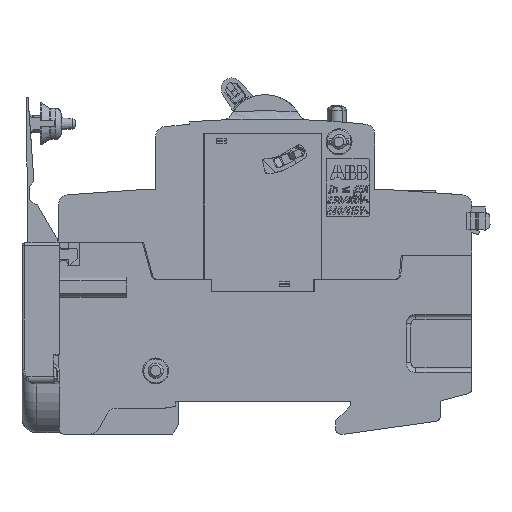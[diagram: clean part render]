
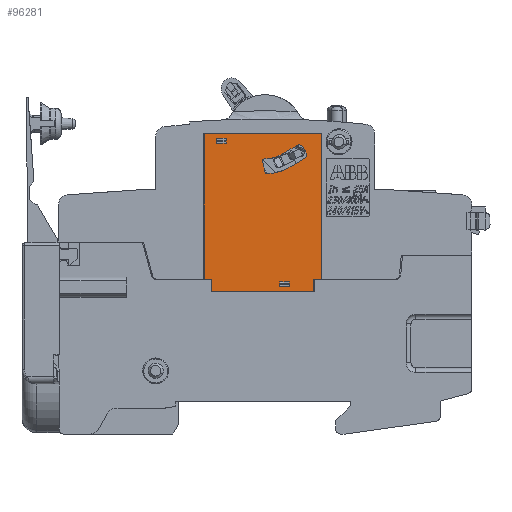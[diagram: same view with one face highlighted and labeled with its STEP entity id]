
A CAD part, left-side view. The second image highlights one B-rep face of the part: STEP entity #96281.
In plain terms, the highlighted planar face has unit normal (-1, 0, 0).
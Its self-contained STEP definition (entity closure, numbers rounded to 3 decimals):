
#93428=AXIS2_PLACEMENT_3D('Circle Axis2P3D',#93426,#93427,$) ;
#95046=AXIS2_PLACEMENT_3D('Circle Axis2P3D',#95044,#95045,$) ;
#95144=AXIS2_PLACEMENT_3D('Circle Axis2P3D',#95142,#95143,$) ;
#95177=AXIS2_PLACEMENT_3D('Circle Axis2P3D',#95175,#95176,$) ;
#95239=AXIS2_PLACEMENT_3D('Circle Axis2P3D',#95237,#95238,$) ;
#95256=AXIS2_PLACEMENT_3D('Circle Axis2P3D',#95254,#95255,$) ;
#96235=AXIS2_PLACEMENT_3D('Plane Axis2P3D',#96232,#96233,#96234) ;
#92536=CARTESIAN_POINT('Vertex',(-10.,-10.,-32.5)) ;
#92539=CARTESIAN_POINT('Line Origine',(-10.,0.5,-32.5)) ;
#92543=CARTESIAN_POINT('Vertex',(-10.,11.,-32.5)) ;
#92831=CARTESIAN_POINT('Vertex',(-10.,12.5,0.)) ;
#92834=CARTESIAN_POINT('Line Origine',(-10.,0.5,0.)) ;
#92838=CARTESIAN_POINT('Vertex',(-10.,-11.5,0.)) ;
#93196=CARTESIAN_POINT('Vertex',(-10.,8.,-2.)) ;
#93199=CARTESIAN_POINT('Line Origine',(-10.,8.,-1.5)) ;
#93203=CARTESIAN_POINT('Vertex',(-10.,8.,-1.)) ;
#93423=CARTESIAN_POINT('Vertex',(-10.,-8.173,-5.097)) ;
#93426=CARTESIAN_POINT('Axis2P3D Location',(-10.,-7.773,-4.404)) ;
#93430=CARTESIAN_POINT('Vertex',(-10.,-8.466,-4.004)) ;
#93981=CARTESIAN_POINT('Vertex',(-10.,10.,-1.)) ;
#93984=CARTESIAN_POINT('Line Origine',(-10.,10.,-1.5)) ;
#93988=CARTESIAN_POINT('Vertex',(-10.,10.,-2.)) ;
#94199=CARTESIAN_POINT('Vertex',(-10.,-3.,-30.5)) ;
#94202=CARTESIAN_POINT('Line Origine',(-10.,-3.,-31.)) ;
#94206=CARTESIAN_POINT('Vertex',(-10.,-3.,-31.5)) ;
#94359=CARTESIAN_POINT('Line Origine',(-10.,-4.,-31.5)) ;
#94363=CARTESIAN_POINT('Vertex',(-10.,-5.,-31.5)) ;
#94751=CARTESIAN_POINT('Vertex',(-10.,-11.5,-30.)) ;
#94754=CARTESIAN_POINT('Line Origine',(-10.,-10.75,-30.)) ;
#94758=CARTESIAN_POINT('Vertex',(-10.,-10.,-30.)) ;
#94826=CARTESIAN_POINT('Vertex',(-10.,12.5,-30.)) ;
#94829=CARTESIAN_POINT('Line Origine',(-10.,12.5,-15.)) ;
#94853=CARTESIAN_POINT('Vertex',(-10.,11.,-30.)) ;
#94856=CARTESIAN_POINT('Line Origine',(-10.,11.75,-30.)) ;
#94873=CARTESIAN_POINT('Line Origine',(-10.,-11.5,-15.)) ;
#94901=CARTESIAN_POINT('Line Origine',(-10.,9.,-1.)) ;
#94920=CARTESIAN_POINT('Line Origine',(-10.,9.,-2.)) ;
#94953=CARTESIAN_POINT('Vertex',(-10.,-5.,-30.5)) ;
#94956=CARTESIAN_POINT('Line Origine',(-10.,-4.,-30.5)) ;
#94973=CARTESIAN_POINT('Line Origine',(-10.,-5.,-31.)) ;
#95003=CARTESIAN_POINT('Vertex',(-10.,-6.623,-2.412)) ;
#95006=CARTESIAN_POINT('Line Origine',(-10.,-4.987,-3.357)) ;
#95010=CARTESIAN_POINT('Vertex',(-10.,-3.35,-4.302)) ;
#95041=CARTESIAN_POINT('Vertex',(-10.,-7.716,-2.705)) ;
#95044=CARTESIAN_POINT('Axis2P3D Location',(-10.,-7.023,-3.105)) ;
#95061=CARTESIAN_POINT('Line Origine',(-10.,-8.091,-3.355)) ;
#95087=CARTESIAN_POINT('Vertex',(-10.,-4.9,-6.987)) ;
#95092=CARTESIAN_POINT('Line Origine',(-10.,-6.537,-6.042)) ;
#95139=CARTESIAN_POINT('Vertex',(-10.,-0.567,-8.284)) ;
#95142=CARTESIAN_POINT('Axis2P3D Location',(-10.,0.,1.5)) ;
#95172=CARTESIAN_POINT('Vertex',(-10.,-0.017,-7.918)) ;
#95175=CARTESIAN_POINT('Axis2P3D Location',(-10.,-0.5,-7.788)) ;
#95196=CARTESIAN_POINT('Vertex',(-10.,0.543,-5.829)) ;
#95201=CARTESIAN_POINT('Line Origine',(-10.,0.263,-6.873)) ;
#95234=CARTESIAN_POINT('Vertex',(-10.,0.055,-5.2)) ;
#95237=CARTESIAN_POINT('Axis2P3D Location',(-10.,0.06,-5.7)) ;
#95254=CARTESIAN_POINT('Axis2P3D Location',(-10.,0.,1.5)) ;
#96232=CARTESIAN_POINT('Axis2P3D Location',(-10.,0.,0.)) ;
#96237=CARTESIAN_POINT('Line Origine',(-10.,11.,-31.25)) ;
#96242=CARTESIAN_POINT('Line Origine',(-10.,-10.,-31.25)) ;
#92540=DIRECTION('Vector Direction',(0.,1.,0.)) ;
#92835=DIRECTION('Vector Direction',(0.,-1.,0.)) ;
#93200=DIRECTION('Vector Direction',(0.,0.,1.)) ;
#93427=DIRECTION('Axis2P3D Direction',(-1.,0.,0.)) ;
#93985=DIRECTION('Vector Direction',(0.,0.,1.)) ;
#94203=DIRECTION('Vector Direction',(0.,0.,-1.)) ;
#94360=DIRECTION('Vector Direction',(0.,-1.,0.)) ;
#94755=DIRECTION('Vector Direction',(0.,-1.,0.)) ;
#94830=DIRECTION('Vector Direction',(0.,0.,-1.)) ;
#94857=DIRECTION('Vector Direction',(0.,1.,0.)) ;
#94874=DIRECTION('Vector Direction',(0.,0.,-1.)) ;
#94902=DIRECTION('Vector Direction',(0.,-1.,0.)) ;
#94921=DIRECTION('Vector Direction',(0.,-1.,0.)) ;
#94957=DIRECTION('Vector Direction',(0.,-1.,0.)) ;
#94974=DIRECTION('Vector Direction',(0.,0.,-1.)) ;
#95007=DIRECTION('Vector Direction',(0.,-0.866,0.5)) ;
#95045=DIRECTION('Axis2P3D Direction',(-1.,0.,0.)) ;
#95062=DIRECTION('Vector Direction',(0.,0.5,0.866)) ;
#95093=DIRECTION('Vector Direction',(0.,-0.866,0.5)) ;
#95143=DIRECTION('Axis2P3D Direction',(-1.,0.,0.)) ;
#95176=DIRECTION('Axis2P3D Direction',(-1.,0.,0.)) ;
#95202=DIRECTION('Vector Direction',(0.,-0.259,-0.966)) ;
#95238=DIRECTION('Axis2P3D Direction',(-1.,0.,0.)) ;
#95255=DIRECTION('Axis2P3D Direction',(-1.,0.,0.)) ;
#96233=DIRECTION('Axis2P3D Direction',(-1.,0.,0.)) ;
#96234=DIRECTION('Axis2P3D XDirection',(0.,0.,-1.)) ;
#96238=DIRECTION('Vector Direction',(0.,0.,1.)) ;
#96243=DIRECTION('Vector Direction',(0.,0.,1.)) ;
#92541=VECTOR('Line Direction',#92540,1.) ;
#92836=VECTOR('Line Direction',#92835,1.) ;
#93201=VECTOR('Line Direction',#93200,1.) ;
#93986=VECTOR('Line Direction',#93985,1.) ;
#94204=VECTOR('Line Direction',#94203,1.) ;
#94361=VECTOR('Line Direction',#94360,1.) ;
#94756=VECTOR('Line Direction',#94755,1.) ;
#94831=VECTOR('Line Direction',#94830,1.) ;
#94858=VECTOR('Line Direction',#94857,1.) ;
#94875=VECTOR('Line Direction',#94874,1.) ;
#94903=VECTOR('Line Direction',#94902,1.) ;
#94922=VECTOR('Line Direction',#94921,1.) ;
#94958=VECTOR('Line Direction',#94957,1.) ;
#94975=VECTOR('Line Direction',#94974,1.) ;
#95008=VECTOR('Line Direction',#95007,1.) ;
#95063=VECTOR('Line Direction',#95062,1.) ;
#95094=VECTOR('Line Direction',#95093,1.) ;
#95203=VECTOR('Line Direction',#95202,1.) ;
#96239=VECTOR('Line Direction',#96238,1.) ;
#96244=VECTOR('Line Direction',#96243,1.) ;
#96248=ORIENTED_EDGE('',*,*,#92840,.T.) ;
#96249=ORIENTED_EDGE('',*,*,#94833,.T.) ;
#96250=ORIENTED_EDGE('',*,*,#94860,.T.) ;
#96251=ORIENTED_EDGE('',*,*,#96241,.T.) ;
#96252=ORIENTED_EDGE('',*,*,#92545,.T.) ;
#96253=ORIENTED_EDGE('',*,*,#96246,.T.) ;
#96254=ORIENTED_EDGE('',*,*,#94760,.T.) ;
#96255=ORIENTED_EDGE('',*,*,#94877,.T.) ;
#96258=ORIENTED_EDGE('',*,*,#95258,.F.) ;
#96259=ORIENTED_EDGE('',*,*,#95012,.F.) ;
#96260=ORIENTED_EDGE('',*,*,#95048,.F.) ;
#96261=ORIENTED_EDGE('',*,*,#95065,.F.) ;
#96262=ORIENTED_EDGE('',*,*,#93432,.F.) ;
#96263=ORIENTED_EDGE('',*,*,#95096,.F.) ;
#96264=ORIENTED_EDGE('',*,*,#95146,.F.) ;
#96265=ORIENTED_EDGE('',*,*,#95179,.F.) ;
#96266=ORIENTED_EDGE('',*,*,#95205,.F.) ;
#96267=ORIENTED_EDGE('',*,*,#95241,.F.) ;
#96270=ORIENTED_EDGE('',*,*,#94208,.F.) ;
#96271=ORIENTED_EDGE('',*,*,#94960,.F.) ;
#96272=ORIENTED_EDGE('',*,*,#94977,.F.) ;
#96273=ORIENTED_EDGE('',*,*,#94365,.F.) ;
#96276=ORIENTED_EDGE('',*,*,#93990,.F.) ;
#96277=ORIENTED_EDGE('',*,*,#94905,.F.) ;
#96278=ORIENTED_EDGE('',*,*,#93205,.F.) ;
#96279=ORIENTED_EDGE('',*,*,#94924,.F.) ;
#96268=FACE_BOUND('',#96257,.T.) ;
#96274=FACE_BOUND('',#96269,.T.) ;
#96280=FACE_BOUND('',#96275,.T.) ;
#96281=ADVANCED_FACE('Maschera_laterale_______________________ 04232421-2430_2PA_000_A0.1\\Body.2 ( *SOL2211 - wsp *MASTER -  )',(#96256,#96268,#96274,#96280),#96236,.T.) ;
#93429=CIRCLE('generated circle',#93428,0.8) ;
#95047=CIRCLE('generated circle',#95046,0.8) ;
#95145=CIRCLE('generated circle',#95144,9.8) ;
#95178=CIRCLE('generated circle',#95177,0.5) ;
#95240=CIRCLE('generated circle',#95239,0.5) ;
#95257=CIRCLE('generated circle',#95256,6.7) ;
#92545=EDGE_CURVE('',#92544,#92537,#92542,.F.) ;
#92840=EDGE_CURVE('',#92839,#92832,#92837,.F.) ;
#93205=EDGE_CURVE('',#93197,#93204,#93202,.T.) ;
#93432=EDGE_CURVE('',#93424,#93431,#93429,.T.) ;
#93990=EDGE_CURVE('',#93982,#93989,#93987,.F.) ;
#94208=EDGE_CURVE('',#94200,#94207,#94205,.T.) ;
#94365=EDGE_CURVE('',#94207,#94364,#94362,.T.) ;
#94760=EDGE_CURVE('',#94759,#94752,#94757,.T.) ;
#94833=EDGE_CURVE('',#92832,#94827,#94832,.T.) ;
#94860=EDGE_CURVE('',#94827,#94854,#94859,.F.) ;
#94877=EDGE_CURVE('',#94752,#92839,#94876,.F.) ;
#94905=EDGE_CURVE('',#93204,#93982,#94904,.F.) ;
#94924=EDGE_CURVE('',#93989,#93197,#94923,.T.) ;
#94960=EDGE_CURVE('',#94954,#94200,#94959,.F.) ;
#94977=EDGE_CURVE('',#94364,#94954,#94976,.F.) ;
#95012=EDGE_CURVE('',#95004,#95011,#95009,.F.) ;
#95048=EDGE_CURVE('',#95042,#95004,#95047,.T.) ;
#95065=EDGE_CURVE('',#93431,#95042,#95064,.T.) ;
#95096=EDGE_CURVE('',#95088,#93424,#95095,.T.) ;
#95146=EDGE_CURVE('',#95140,#95088,#95145,.T.) ;
#95179=EDGE_CURVE('',#95173,#95140,#95178,.T.) ;
#95205=EDGE_CURVE('',#95197,#95173,#95204,.T.) ;
#95241=EDGE_CURVE('',#95235,#95197,#95240,.T.) ;
#95258=EDGE_CURVE('',#95011,#95235,#95257,.F.) ;
#96241=EDGE_CURVE('',#94854,#92544,#96240,.F.) ;
#96246=EDGE_CURVE('',#92537,#94759,#96245,.T.) ;
#96247=EDGE_LOOP('',(#96248,#96249,#96250,#96251,#96252,#96253,#96254,#96255)) ;
#96257=EDGE_LOOP('',(#96258,#96259,#96260,#96261,#96262,#96263,#96264,#96265,#96266,#96267)) ;
#96269=EDGE_LOOP('',(#96270,#96271,#96272,#96273)) ;
#96275=EDGE_LOOP('',(#96276,#96277,#96278,#96279)) ;
#96256=FACE_OUTER_BOUND('',#96247,.T.) ;
#92542=LINE('Line',#92539,#92541) ;
#92837=LINE('Line',#92834,#92836) ;
#93202=LINE('Line',#93199,#93201) ;
#93987=LINE('Line',#93984,#93986) ;
#94205=LINE('Line',#94202,#94204) ;
#94362=LINE('Line',#94359,#94361) ;
#94757=LINE('Line',#94754,#94756) ;
#94832=LINE('Line',#94829,#94831) ;
#94859=LINE('Line',#94856,#94858) ;
#94876=LINE('Line',#94873,#94875) ;
#94904=LINE('Line',#94901,#94903) ;
#94923=LINE('Line',#94920,#94922) ;
#94959=LINE('Line',#94956,#94958) ;
#94976=LINE('Line',#94973,#94975) ;
#95009=LINE('Line',#95006,#95008) ;
#95064=LINE('Line',#95061,#95063) ;
#95095=LINE('Line',#95092,#95094) ;
#95204=LINE('Line',#95201,#95203) ;
#96240=LINE('Line',#96237,#96239) ;
#96245=LINE('Line',#96242,#96244) ;
#96236=PLANE('',#96235) ;
#92537=VERTEX_POINT('',#92536) ;
#92544=VERTEX_POINT('',#92543) ;
#92832=VERTEX_POINT('',#92831) ;
#92839=VERTEX_POINT('',#92838) ;
#93197=VERTEX_POINT('',#93196) ;
#93204=VERTEX_POINT('',#93203) ;
#93424=VERTEX_POINT('',#93423) ;
#93431=VERTEX_POINT('',#93430) ;
#93982=VERTEX_POINT('',#93981) ;
#93989=VERTEX_POINT('',#93988) ;
#94200=VERTEX_POINT('',#94199) ;
#94207=VERTEX_POINT('',#94206) ;
#94364=VERTEX_POINT('',#94363) ;
#94752=VERTEX_POINT('',#94751) ;
#94759=VERTEX_POINT('',#94758) ;
#94827=VERTEX_POINT('',#94826) ;
#94854=VERTEX_POINT('',#94853) ;
#94954=VERTEX_POINT('',#94953) ;
#95004=VERTEX_POINT('',#95003) ;
#95011=VERTEX_POINT('',#95010) ;
#95042=VERTEX_POINT('',#95041) ;
#95088=VERTEX_POINT('',#95087) ;
#95140=VERTEX_POINT('',#95139) ;
#95173=VERTEX_POINT('',#95172) ;
#95197=VERTEX_POINT('',#95196) ;
#95235=VERTEX_POINT('',#95234) ;
